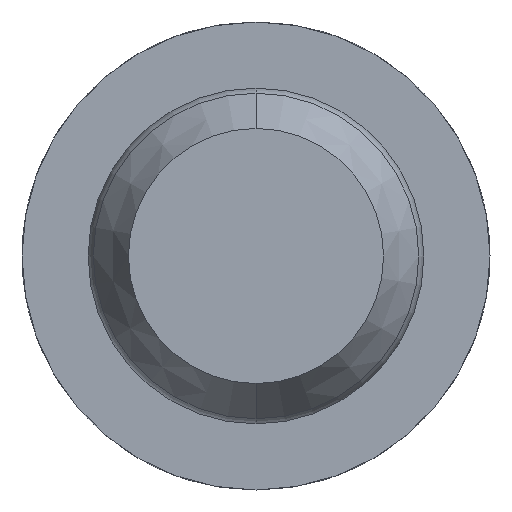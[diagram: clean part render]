
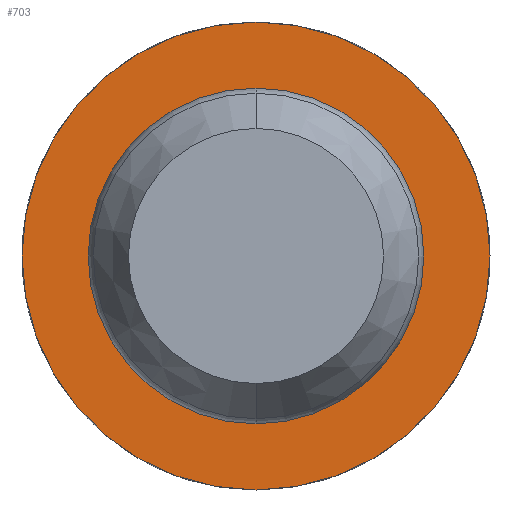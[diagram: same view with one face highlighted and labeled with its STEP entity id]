
A CAD part, front view. The second image highlights one B-rep face of the part: STEP entity #703.
In plain terms, the highlighted planar face has unit normal (0, -1, 0).
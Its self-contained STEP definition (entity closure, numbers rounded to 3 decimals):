
#39 = ORIENTED_EDGE ( 'NONE', *, *, #4638, .T. ) ;
#131 = EDGE_CURVE ( 'Defeature ausgef�hrt3_3+Defeature ausgef�hrt3_4+Defeature ausgef�hrt3_4+Defeature ausgef�hrt3_4', #1582, #3087, #3977, .T. ) ;
#386 = DIRECTION ( 'NONE',  ( 0., 0., 1. ) ) ;
#411 = ORIENTED_EDGE ( 'NONE', *, *, #131, .F. ) ;
#529 = DIRECTION ( 'NONE',  ( 0., 1., 0. ) ) ;
#703 = ADVANCED_FACE ( 'Defeature ausgef�hrt3_4', ( #1832, #1711 ), #1701, .F. ) ;
#927 = CARTESIAN_POINT ( 'NONE',  ( 1.15, -10.5, 0. ) ) ;
#1201 = EDGE_LOOP ( 'NONE', ( #39, #4450 ) ) ;
#1386 = CIRCLE ( 'NONE', #3301, 1.15 ) ;
#1391 = ORIENTED_EDGE ( 'NONE', *, *, #4538, .F. ) ;
#1404 = AXIS2_PLACEMENT_3D ( 'NONE', #1677, #529, #2807 ) ;
#1582 = VERTEX_POINT ( 'NONE', #1720 ) ;
#1596 = AXIS2_PLACEMENT_3D ( 'NONE', #927, #2096, #2472 ) ;
#1677 = CARTESIAN_POINT ( 'NONE',  ( 0., -10.5, 0. ) ) ;
#1701 = PLANE ( 'NONE',  #1596 ) ;
#1711 = FACE_BOUND ( 'NONE', #1201, .T. ) ;
#1720 = CARTESIAN_POINT ( 'NONE',  ( 0., -10.5, -1.15 ) ) ;
#1832 = FACE_OUTER_BOUND ( 'NONE', #3625, .T. ) ;
#1893 = VERTEX_POINT ( 'NONE', #4263 ) ;
#2006 = AXIS2_PLACEMENT_3D ( 'NONE', #3555, #3207, #2017 ) ;
#2017 = DIRECTION ( 'NONE',  ( 0., 0., 1. ) ) ;
#2033 = CIRCLE ( 'NONE', #2006, 0.825 ) ;
#2096 = DIRECTION ( 'NONE',  ( 0., 1., 0. ) ) ;
#2335 = CARTESIAN_POINT ( 'NONE',  ( 0., -10.5, 0. ) ) ;
#2472 = DIRECTION ( 'NONE',  ( 0., 0., 1. ) ) ;
#2520 = CARTESIAN_POINT ( 'NONE',  ( 0., -10.5, -0.825 ) ) ;
#2623 = AXIS2_PLACEMENT_3D ( 'NONE', #2335, #4680, #386 ) ;
#2807 = DIRECTION ( 'NONE',  ( 0., 0., 1. ) ) ;
#3087 = VERTEX_POINT ( 'NONE', #4116 ) ;
#3207 = DIRECTION ( 'NONE',  ( 0., 1., 0. ) ) ;
#3301 = AXIS2_PLACEMENT_3D ( 'NONE', #4660, #3479, #4288 ) ;
#3454 = VERTEX_POINT ( 'NONE', #2520 ) ;
#3479 = DIRECTION ( 'NONE',  ( 0., 1., 0. ) ) ;
#3555 = CARTESIAN_POINT ( 'NONE',  ( 0., -10.5, 0. ) ) ;
#3625 = EDGE_LOOP ( 'NONE', ( #1391, #411 ) ) ;
#3977 = CIRCLE ( 'NONE', #2623, 1.15 ) ;
#4116 = CARTESIAN_POINT ( 'NONE',  ( 0., -10.5, 1.15 ) ) ;
#4246 = EDGE_CURVE ( 'Defeature ausgef�hrt3_4+Defeature ausgef�hrt3_5+Defeature ausgef�hrt3_5+Defeature ausgef�hrt3_5', #3454, #1893, #2033, .T. ) ;
#4263 = CARTESIAN_POINT ( 'NONE',  ( 0., -10.5, 0.825 ) ) ;
#4269 = CIRCLE ( 'NONE', #1404, 0.825 ) ;
#4288 = DIRECTION ( 'NONE',  ( 0., 0., 1. ) ) ;
#4450 = ORIENTED_EDGE ( 'NONE', *, *, #4246, .T. ) ;
#4538 = EDGE_CURVE ( 'Defeature ausgef�hrt3_3+Defeature ausgef�hrt3_4+Defeature ausgef�hrt3_4+Defeature ausgef�hrt3_4', #3087, #1582, #1386, .T. ) ;
#4638 = EDGE_CURVE ( 'Defeature ausgef�hrt3_4+Defeature ausgef�hrt3_5+Defeature ausgef�hrt3_5+Defeature ausgef�hrt3_5', #1893, #3454, #4269, .T. ) ;
#4660 = CARTESIAN_POINT ( 'NONE',  ( 0., -10.5, 0. ) ) ;
#4680 = DIRECTION ( 'NONE',  ( 0., 1., 0. ) ) ;
